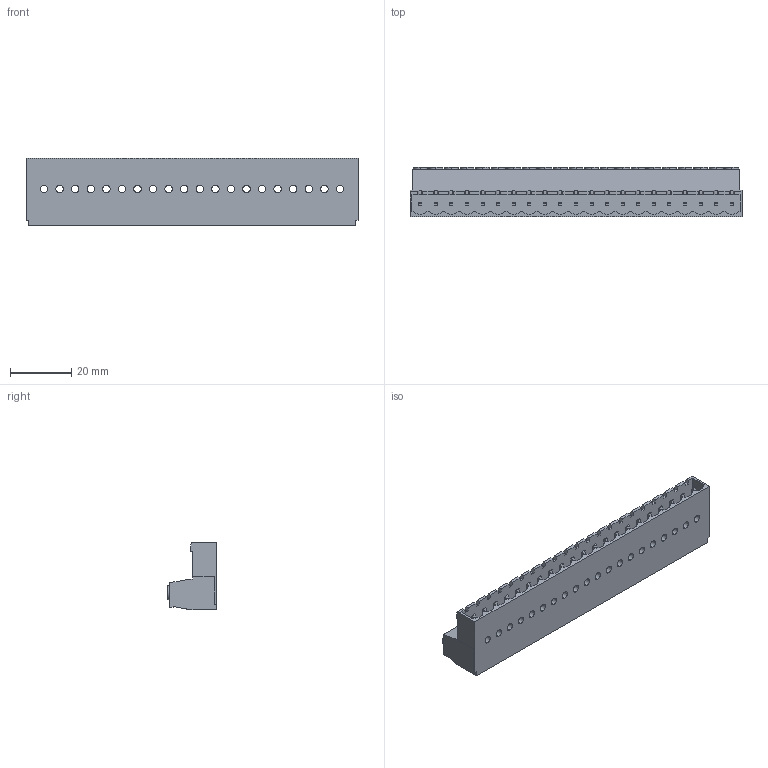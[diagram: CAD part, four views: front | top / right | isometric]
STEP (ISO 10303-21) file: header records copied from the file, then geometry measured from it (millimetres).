
FILE_DESCRIPTION (( 'STEP AP203' ), '1' );
FILE_NAME ('SOKETLI KABLO BIRLESIRICI KLEMENS - 5,08 MM KABLO BIRLESTIRICI ERKEK - 21 LI.STEP', '2018-09-12T08:39:24', ( 'user' ), ( '' ), 'SwSTEP 2.0', 'SolidWorks 2016', '' );
FILE_SCHEMA (( 'CONFIG_CONTROL_DESIGN' ));
Length unit declared in the file: millimetre
Products named in the file (1): SOKETLI KABLO BIRLESIRICI KLEMENS - 5,08 MM  KABLO BIRLESTIRICI ERKEK - 21 LI
Bounding box: 108.29 x 16.15 x 22 mm (x, y, z)
Volume: 18274.8 mm3; surface area: 14974.7 mm2
Topology: 1 solids, 1 shells, 782 faces, 1983 edges, 1308 vertices
Faces by surface type: plane 637, cylinder 145
Entity records: 23502 total; most frequent: CARTESIAN_POINT 4074, ORIENTED_EDGE 3966, DIRECTION 3923, EDGE_CURVE 1983, VECTOR 1609, LINE 1609, VERTEX_POINT 1308, AXIS2_PLACEMENT_3D 1157
